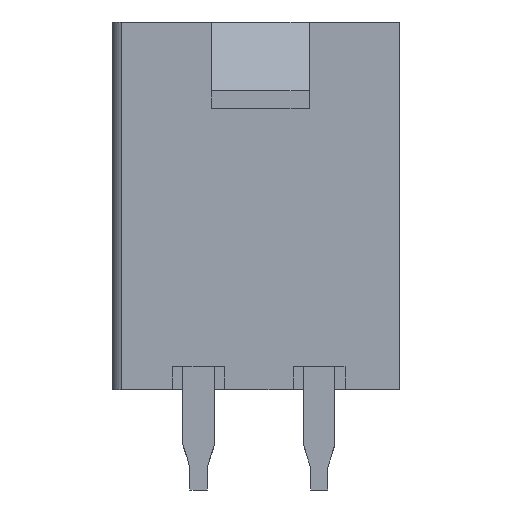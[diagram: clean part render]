
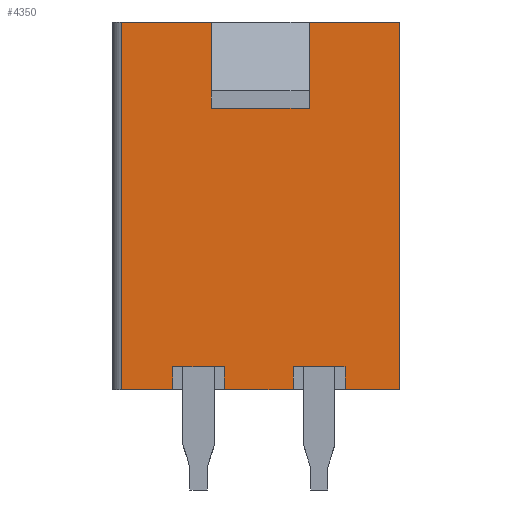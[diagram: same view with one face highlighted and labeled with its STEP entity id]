
A CAD part, front view. The second image highlights one B-rep face of the part: STEP entity #4350.
In plain terms, the highlighted planar face has unit normal (0, -1, 0).
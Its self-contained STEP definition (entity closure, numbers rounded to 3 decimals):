
#254=ORIENTED_EDGE('',*,*,#1470,.F.);
#255=ORIENTED_EDGE('',*,*,#1542,.T.);
#256=ORIENTED_EDGE('',*,*,#1543,.T.);
#257=ORIENTED_EDGE('',*,*,#1544,.T.);
#258=ORIENTED_EDGE('',*,*,#1462,.F.);
#259=ORIENTED_EDGE('',*,*,#1545,.T.);
#260=ORIENTED_EDGE('',*,*,#1521,.T.);
#261=ORIENTED_EDGE('',*,*,#1546,.F.);
#262=ORIENTED_EDGE('',*,*,#1547,.F.);
#263=ORIENTED_EDGE('',*,*,#1548,.T.);
#264=ORIENTED_EDGE('',*,*,#1519,.T.);
#265=ORIENTED_EDGE('',*,*,#1448,.F.);
#266=ORIENTED_EDGE('',*,*,#1478,.F.);
#267=ORIENTED_EDGE('',*,*,#1549,.T.);
#268=ORIENTED_EDGE('',*,*,#1550,.T.);
#269=ORIENTED_EDGE('',*,*,#1551,.T.);
#1448=EDGE_CURVE('',#2099,#2096,#2518,.T.);
#1462=EDGE_CURVE('',#2112,#2113,#2532,.T.);
#1470=EDGE_CURVE('',#2120,#2121,#2540,.T.);
#1478=EDGE_CURVE('',#2128,#2099,#2548,.T.);
#1519=EDGE_CURVE('',#2162,#2096,#2588,.T.);
#1521=EDGE_CURVE('',#2164,#2163,#2590,.T.);
#1542=EDGE_CURVE('',#2120,#2181,#2610,.T.);
#1543=EDGE_CURVE('',#2181,#2182,#2611,.T.);
#1544=EDGE_CURVE('',#2182,#2113,#2612,.T.);
#1545=EDGE_CURVE('',#2112,#2164,#2613,.T.);
#1546=EDGE_CURVE('',#2183,#2163,#2614,.T.);
#1547=EDGE_CURVE('',#2184,#2183,#2615,.T.);
#1548=EDGE_CURVE('',#2184,#2162,#2616,.T.);
#1549=EDGE_CURVE('',#2128,#2185,#2617,.T.);
#1550=EDGE_CURVE('',#2185,#2186,#2618,.T.);
#1551=EDGE_CURVE('',#2186,#2121,#2619,.T.);
#2096=VERTEX_POINT('',#6068);
#2099=VERTEX_POINT('',#6073);
#2112=VERTEX_POINT('',#6102);
#2113=VERTEX_POINT('',#6104);
#2120=VERTEX_POINT('',#6118);
#2121=VERTEX_POINT('',#6120);
#2128=VERTEX_POINT('',#6134);
#2162=VERTEX_POINT('',#6214);
#2163=VERTEX_POINT('',#6216);
#2164=VERTEX_POINT('',#6218);
#2181=VERTEX_POINT('',#6258);
#2182=VERTEX_POINT('',#6260);
#2183=VERTEX_POINT('',#6264);
#2184=VERTEX_POINT('',#6266);
#2185=VERTEX_POINT('',#6269);
#2186=VERTEX_POINT('',#6271);
#2518=LINE('',#6074,#3111);
#2532=LINE('',#6103,#3125);
#2540=LINE('',#6119,#3133);
#2548=LINE('',#6135,#3141);
#2588=LINE('',#6213,#3181);
#2590=LINE('',#6217,#3183);
#2610=LINE('',#6257,#3203);
#2611=LINE('',#6259,#3204);
#2612=LINE('',#6261,#3205);
#2613=LINE('',#6262,#3206);
#2614=LINE('',#6263,#3207);
#2615=LINE('',#6265,#3208);
#2616=LINE('',#6267,#3209);
#2617=LINE('',#6268,#3210);
#2618=LINE('',#6270,#3211);
#2619=LINE('',#6272,#3212);
#3111=VECTOR('',#4898,1000.);
#3125=VECTOR('',#4916,1000.);
#3133=VECTOR('',#4924,1000.);
#3141=VECTOR('',#4932,1000.);
#3181=VECTOR('',#4982,1000.);
#3183=VECTOR('',#4984,1000.);
#3203=VECTOR('',#5010,1000.);
#3204=VECTOR('',#5011,1000.);
#3205=VECTOR('',#5012,1000.);
#3206=VECTOR('',#5013,1000.);
#3207=VECTOR('',#5014,1000.);
#3208=VECTOR('',#5015,1000.);
#3209=VECTOR('',#5016,1000.);
#3210=VECTOR('',#5017,1000.);
#3211=VECTOR('',#5018,1000.);
#3212=VECTOR('',#5019,1000.);
#3700=EDGE_LOOP('',(#254,#255,#256,#257,#258,#259,#260,#261,#262,#263,#264,
#265,#266,#267,#268,#269));
#3930=FACE_BOUND('',#3700,.T.);
#4158=PLANE('',#4600);
#4350=ADVANCED_FACE('',(#3930),#4158,.T.);
#4600=AXIS2_PLACEMENT_3D('',#6256,#5008,#5009);
#4898=DIRECTION('',(0.,0.,1.));
#4916=DIRECTION('',(-1.,0.,0.));
#4924=DIRECTION('',(-1.,0.,0.));
#4932=DIRECTION('',(-1.,0.,0.));
#4982=DIRECTION('',(-1.,0.,0.));
#4984=DIRECTION('',(-1.,0.,0.));
#5008=DIRECTION('',(0.,-1.,0.));
#5009=DIRECTION('',(0.,0.,-1.));
#5010=DIRECTION('',(0.,0.,1.));
#5011=DIRECTION('',(1.,0.,0.));
#5012=DIRECTION('',(0.,0.,-1.));
#5013=DIRECTION('',(0.,0.,1.));
#5014=DIRECTION('',(0.,0.,1.));
#5015=DIRECTION('',(1.,0.,0.));
#5016=DIRECTION('',(0.,0.,1.));
#5017=DIRECTION('',(0.,0.,1.));
#5018=DIRECTION('',(1.,0.,0.));
#5019=DIRECTION('',(0.,0.,-1.));
#6068=CARTESIAN_POINT('',(-4.85,-4.8,6.4));
#6073=CARTESIAN_POINT('',(-4.85,-4.8,-6.4));
#6074=CARTESIAN_POINT('',(-4.85,-4.8,-6.4));
#6102=CARTESIAN_POINT('',(4.85,-4.8,-6.4));
#6103=CARTESIAN_POINT('',(4.85,-4.8,-6.4));
#6104=CARTESIAN_POINT('',(2.95,-4.8,-6.4));
#6118=CARTESIAN_POINT('',(1.15,-4.8,-6.4));
#6119=CARTESIAN_POINT('',(4.85,-4.8,-6.4));
#6120=CARTESIAN_POINT('',(-1.25,-4.8,-6.4));
#6134=CARTESIAN_POINT('',(-3.05,-4.8,-6.4));
#6135=CARTESIAN_POINT('',(4.85,-4.8,-6.4));
#6213=CARTESIAN_POINT('',(4.85,-4.8,6.4));
#6214=CARTESIAN_POINT('',(-1.7,-4.8,6.4));
#6216=CARTESIAN_POINT('',(1.7,-4.8,6.4));
#6217=CARTESIAN_POINT('',(4.85,-4.8,6.4));
#6218=CARTESIAN_POINT('',(4.85,-4.8,6.4));
#6256=CARTESIAN_POINT('',(4.85,-4.8,-6.4));
#6257=CARTESIAN_POINT('',(1.15,-4.8,-6.4));
#6258=CARTESIAN_POINT('',(1.15,-4.8,-5.6));
#6259=CARTESIAN_POINT('',(4.85,-4.8,-5.6));
#6260=CARTESIAN_POINT('',(2.95,-4.8,-5.6));
#6261=CARTESIAN_POINT('',(2.95,-4.8,-6.4));
#6262=CARTESIAN_POINT('',(4.85,-4.8,-6.4));
#6263=CARTESIAN_POINT('',(1.7,-4.8,3.4));
#6264=CARTESIAN_POINT('',(1.7,-4.8,3.4));
#6265=CARTESIAN_POINT('',(-1.7,-4.8,3.4));
#6266=CARTESIAN_POINT('',(-1.7,-4.8,3.4));
#6267=CARTESIAN_POINT('',(-1.7,-4.8,3.4));
#6268=CARTESIAN_POINT('',(-3.05,-4.8,-6.4));
#6269=CARTESIAN_POINT('',(-3.05,-4.8,-5.6));
#6270=CARTESIAN_POINT('',(4.85,-4.8,-5.6));
#6271=CARTESIAN_POINT('',(-1.25,-4.8,-5.6));
#6272=CARTESIAN_POINT('',(-1.25,-4.8,-6.4));
